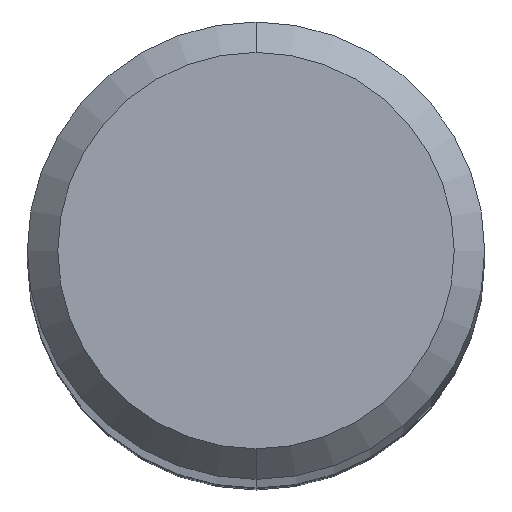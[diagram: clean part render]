
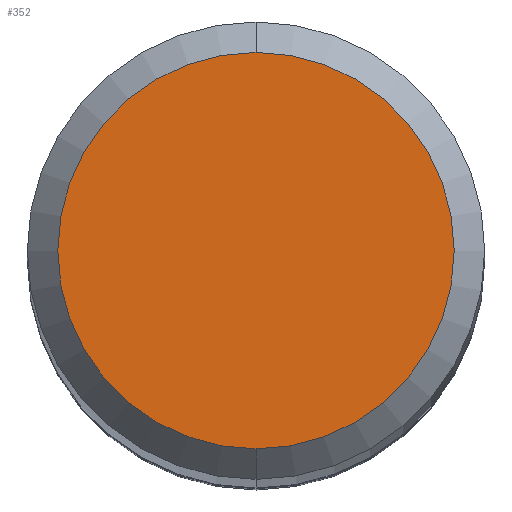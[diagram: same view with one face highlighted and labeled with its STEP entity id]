
A CAD part, top view. The second image highlights one B-rep face of the part: STEP entity #352.
In plain terms, the highlighted planar face has unit normal (0, 0, 1).
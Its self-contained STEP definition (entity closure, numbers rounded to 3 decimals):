
#288=EDGE_CURVE('',#410,#350,#615,.T.);
#350=VERTEX_POINT('',#680);
#352=ADVANCED_FACE('',(#682),#683,.T.);
#410=VERTEX_POINT('',#751);
#440=EDGE_CURVE('',#350,#410,#782,.T.);
#615=CIRCLE('',#1051,2.6);
#680=CARTESIAN_POINT('',(0.0,2.6,0.0));
#682=FACE_OUTER_BOUND('',#1213,.T.);
#683=PLANE('',#1214);
#751=CARTESIAN_POINT('',(0.,-2.6,0.0));
#782=CIRCLE('',#1374,2.6);
#1051=AXIS2_PLACEMENT_3D('',#1601,#1602,#1603);
#1213=EDGE_LOOP('',(#1655,#1656));
#1214=AXIS2_PLACEMENT_3D('',#1657,#1658,#1659);
#1374=AXIS2_PLACEMENT_3D('',#1781,#1782,#1783);
#1601=CARTESIAN_POINT('',(0.0,0.0,0.0));
#1602=DIRECTION('',(0.0,0.0,-1.0));
#1603=DIRECTION('',(0.0,1.0,0.0));
#1655=ORIENTED_EDGE('',*,*,#440,.F.);
#1656=ORIENTED_EDGE('',*,*,#288,.F.);
#1657=CARTESIAN_POINT('',(0.0,1.3,0.0));
#1658=DIRECTION('',(-0.0,0.0,1.0));
#1659=DIRECTION('',(0.0,-1.0,0.0));
#1781=CARTESIAN_POINT('',(0.0,0.0,0.0));
#1782=DIRECTION('',(0.0,0.0,-1.0));
#1783=DIRECTION('',(0.0,1.0,0.0));
